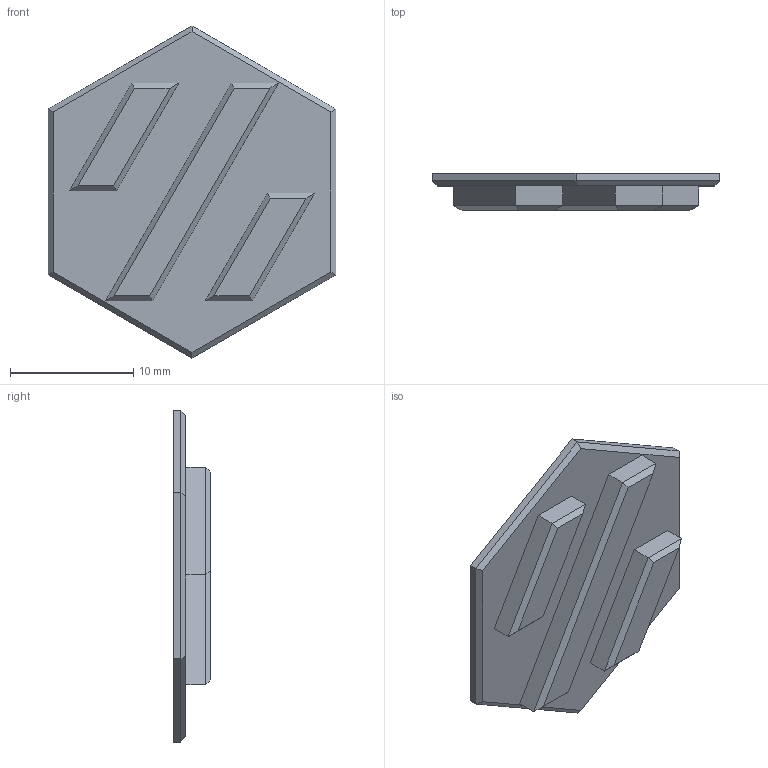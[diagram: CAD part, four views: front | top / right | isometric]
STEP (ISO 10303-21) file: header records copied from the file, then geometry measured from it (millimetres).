
FILE_DESCRIPTION(/* description */ ('Unknown'),/* implementation_level */ '2;1');
FILE_NAME(/* name */ 'Logo Insert',/* time_stamp */ '2022-08-16T22:19:02-04:00',/* author */ ('Unknown'),/* organization */ ('Unknown'),/* preprocessor_version */ 'ST-DEVELOPER v18.1',/* originating_system */ 'Solid Edge',/* authorisation */ 'Unknown');
FILE_SCHEMA (('AUTOMOTIVE_DESIGN {1 0 10303 214 3 1 1}'));
Length unit declared in the file: millimetre
Products named in the file (1): Logo Transparent Lens
Bounding box: 23.3 x 3 x 26.9 mm (x, y, z)
Volume: 723.2 mm3; surface area: 1184.4 mm2
Topology: 1 solids, 1 shells, 41 faces, 90 edges, 54 vertices
Faces by surface type: plane 41
Entity records: 1112 total; most frequent: CARTESIAN_POINT 186, ORIENTED_EDGE 180, DIRECTION 174, EDGE_CURVE 90, LINE 90, VECTOR 90, VERTEX_POINT 54, EDGE_LOOP 44
